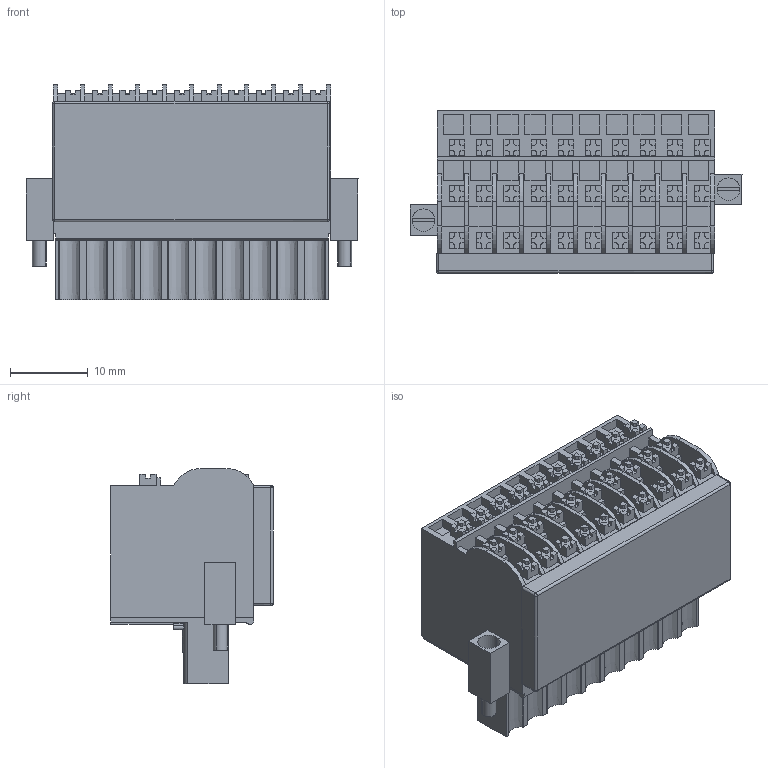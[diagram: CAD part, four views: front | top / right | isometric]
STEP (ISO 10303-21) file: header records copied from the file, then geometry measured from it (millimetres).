
FILE_DESCRIPTION(('CATIA V5 STEP Exchange','CAx-IF Rec.Pracs.--- Model Styling and Organization---1.4--- 2014-01-23'),'2;1');
FILE_NAME ('D1456188_1_1789100000_1789100000.stp','2022-06-10T11:59:31+00:00',('none'),('Weidmueller'),'CATIA Version 5-6 Release 2016 SP3 HF44','CATIA V5 STEP AP214','none');
FILE_SCHEMA(('AUTOMOTIVE_DESIGN { 1 0 10303 214 1 1 1 1 }'));
Length unit declared in the file: millimetre
Products named in the file (1): 1789100000
Bounding box: 42.65 x 20.87 x 27.63 mm (x, y, z)
Volume: 14286.9 mm3; surface area: 7605.1 mm2
Topology: 34 solids, 34 shells, 1246 faces, 3430 edges, 2268 vertices
Faces by surface type: plane 931, cylinder 157, extrusion 150, sphere 8
Entity records: 39931 total; most frequent: CARTESIAN_POINT 9512, ORIENTED_EDGE 6844, DIRECTION 4491, EDGE_CURVE 3422, VECTOR 2902, LINE 2752, VERTEX_POINT 2268, EDGE_LOOP 1274
